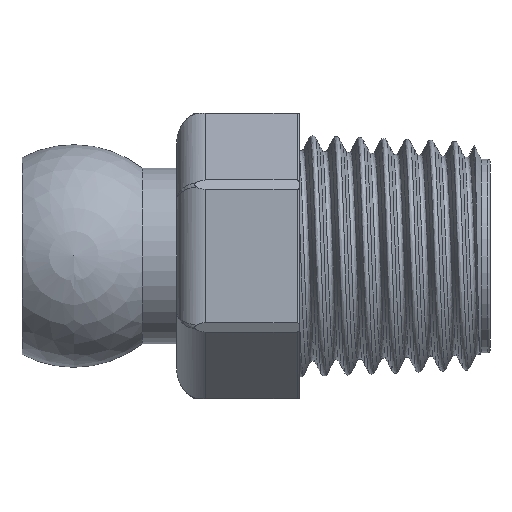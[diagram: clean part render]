
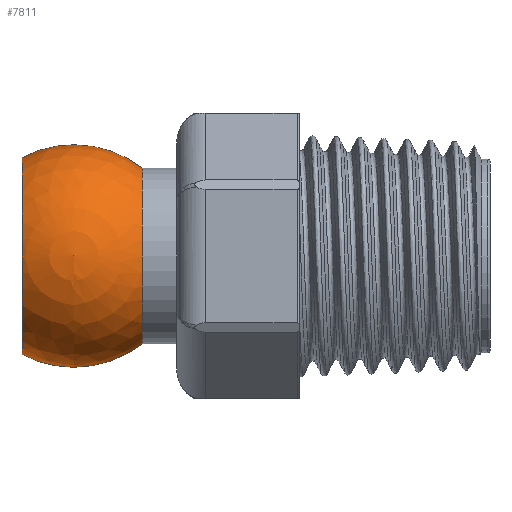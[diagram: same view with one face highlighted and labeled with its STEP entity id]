
A CAD part, front view. The second image highlights one B-rep face of the part: STEP entity #7811.
In plain terms, the highlighted spherical face has radius 6.287 mm.
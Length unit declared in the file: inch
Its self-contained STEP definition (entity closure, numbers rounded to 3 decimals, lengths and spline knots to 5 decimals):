
#1416 = CARTESIAN_POINT ( 'NONE',  ( -1.041, 0., -0.219 ) ) ;
#1426 = CARTESIAN_POINT ( 'NONE',  ( -0.77327, 0., 0.195 ) ) ;
#1449 = DIRECTION ( 'NONE',  ( 0., 0., -1. ) ) ;
#1450 = DIRECTION ( 'NONE',  ( 0., -1., 0. ) ) ;
#1451 = CARTESIAN_POINT ( 'NONE',  ( -0.92569, 0., 0. ) ) ;
#1452 = AXIS2_PLACEMENT_3D ( 'NONE', #1451, #1450, #1449 ) ;
#1453 = CIRCLE ( 'NONE', #1452, 0.2475 ) ;
#1466 = DIRECTION ( 'NONE',  ( 0., 0., 1. ) ) ;
#1467 = DIRECTION ( 'NONE',  ( 0., 1., 0. ) ) ;
#1468 = CARTESIAN_POINT ( 'NONE',  ( -0.92569, 0., 0. ) ) ;
#1469 = AXIS2_PLACEMENT_3D ( 'NONE', #1468, #1467, #1466 ) ;
#1470 = CIRCLE ( 'NONE', #1469, 0.2475 ) ;
#1776 = CARTESIAN_POINT ( 'NONE',  ( -0.77327, 0., -0.195 ) ) ;
#1782 = CARTESIAN_POINT ( 'NONE',  ( -1.041, 0., 0.219 ) ) ;
#1798 = DIRECTION ( 'NONE',  ( 0., 0., -1. ) ) ;
#1799 = DIRECTION ( 'NONE',  ( 1., 0., 0. ) ) ;
#1800 = AXIS2_PLACEMENT_3D ( 'NONE', #1804, #1799, #1798 ) ;
#1801 = CIRCLE ( 'NONE', #1800, 0.195 ) ;
#1804 = CARTESIAN_POINT ( 'NONE',  ( -0.77327, 0., 0. ) ) ;
#1836 = DIRECTION ( 'NONE',  ( 0., 0., -1. ) ) ;
#1837 = DIRECTION ( 'NONE',  ( 1., 0., 0. ) ) ;
#1838 = CARTESIAN_POINT ( 'NONE',  ( -1.041, 0., 0. ) ) ;
#1839 = AXIS2_PLACEMENT_3D ( 'NONE', #1838, #1837, #1836 ) ;
#1840 = CIRCLE ( 'NONE', #1839, 0.219 ) ;
#1841 = DIRECTION ( 'NONE',  ( 0., 0., -1. ) ) ;
#1842 = DIRECTION ( 'NONE',  ( 0., 1., 0. ) ) ;
#1843 = CARTESIAN_POINT ( 'NONE',  ( -0.92569, 0., 0. ) ) ;
#1844 = AXIS2_PLACEMENT_3D ( 'NONE', #1843, #1842, #1841 ) ;
#1845 = SPHERICAL_SURFACE ( 'NONE', #1844, 0.2475 ) ;
#1850 = FACE_OUTER_BOUND ( 'NONE', #7812, .T. ) ;
#7726 = VERTEX_POINT ( 'NONE', #1426 ) ;
#7732 = VERTEX_POINT ( 'NONE', #1416 ) ;
#7740 = EDGE_CURVE ( 'NONE', #7785, #7726, #1470, .T. ) ;
#7746 = EDGE_CURVE ( 'NONE', #7732, #7787, #1453, .T. ) ;
#7785 = VERTEX_POINT ( 'NONE', #1782 ) ;
#7787 = VERTEX_POINT ( 'NONE', #1776 ) ;
#7801 = EDGE_CURVE ( 'NONE', #7726, #7787, #1801, .T. ) ;
#7811 = ADVANCED_FACE ( 'NONE', ( #1850 ), #1845, .T. ) ;
#7812 = EDGE_LOOP ( 'NONE', ( #7813, #7814, #7828, #7829 ) ) ;
#7813 = ORIENTED_EDGE ( 'NONE', *, *, #7740, .F. ) ;
#7814 = ORIENTED_EDGE ( 'NONE', *, *, #7815, .T. ) ;
#7815 = EDGE_CURVE ( 'NONE', #7785, #7732, #1840, .T. ) ;
#7828 = ORIENTED_EDGE ( 'NONE', *, *, #7746, .T. ) ;
#7829 = ORIENTED_EDGE ( 'NONE', *, *, #7801, .F. ) ;
